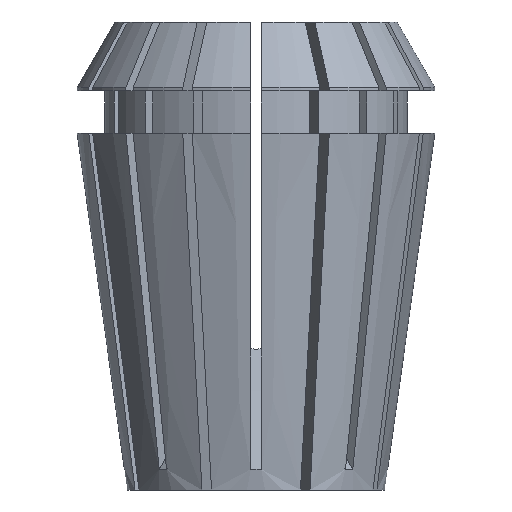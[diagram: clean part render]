
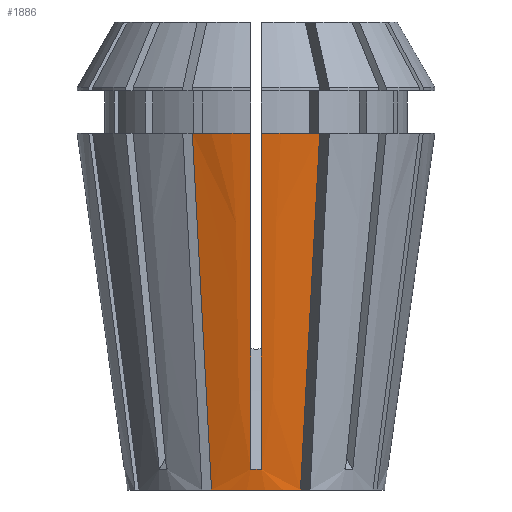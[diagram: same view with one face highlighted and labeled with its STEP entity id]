
A CAD part, left-side view. The second image highlights one B-rep face of the part: STEP entity #1886.
In plain terms, the highlighted conical face has half-angle 8 degrees and reference radius 9.36 mm.
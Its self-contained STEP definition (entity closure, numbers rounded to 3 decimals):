
#34 = EDGE_CURVE ( 'NONE', #2649, #743, #4094, .T. ) ;
#73 = CARTESIAN_POINT ( 'NONE',  ( -11.171, 4.221, 18.366 ) ) ;
#140 = CARTESIAN_POINT ( 'NONE',  ( -9.648, -0.375, 2.097 ) ) ;
#197 = CARTESIAN_POINT ( 'NONE',  ( -8.784, 3.233, 0. ) ) ;
#199 = DIRECTION ( 'NONE',  ( 0., 0., -1. ) ) ;
#337 = DIRECTION ( 'NONE',  ( -1., 0., 0. ) ) ;
#390 = EDGE_CURVE ( 'NONE', #2649, #954, #3382, .T. ) ;
#666 = CARTESIAN_POINT ( 'NONE',  ( -9.565, 0.375, 1.507 ) ) ;
#673 = CARTESIAN_POINT ( 'NONE',  ( -12.475, 0.375, 22.2 ) ) ;
#743 = VERTEX_POINT ( 'NONE', #5748 ) ;
#773 = EDGE_CURVE ( 'NONE', #743, #1034, #1844, .T. ) ;
#871 = DIRECTION ( 'NONE',  ( 0., 0., -1. ) ) ;
#891 = DIRECTION ( 'NONE',  ( 0., 0., 1. ) ) ;
#914 = ORIENTED_EDGE ( 'NONE', *, *, #390, .T. ) ;
#954 = VERTEX_POINT ( 'NONE', #3471 ) ;
#1034 = VERTEX_POINT ( 'NONE', #197 ) ;
#1117 = VERTEX_POINT ( 'NONE', #4534 ) ;
#1153 = CARTESIAN_POINT ( 'NONE',  ( -12.735, 0.375, 24.05 ) ) ;
#1182 = CONICAL_SURFACE ( 'NONE', #3330, 9.36, 0.14 ) ;
#1198 = CARTESIAN_POINT ( 'NONE',  ( -12.149, -4.626, 25.9 ) ) ;
#1263 = CARTESIAN_POINT ( 'NONE',  ( -8.784, -3.233, 0. ) ) ;
#1344 = CARTESIAN_POINT ( 'NONE',  ( -8.784, 3.233, 0. ) ) ;
#1405 = AXIS2_PLACEMENT_3D ( 'NONE', #5984, #871, #3436 ) ;
#1472 = CARTESIAN_POINT ( 'NONE',  ( -9.07, 3.351, 2.199 ) ) ;
#1535 = CARTESIAN_POINT ( 'NONE',  ( -9.565, 0.375, 1.507 ) ) ;
#1549 = CARTESIAN_POINT ( 'NONE',  ( -9.213, 3.41, 3.298 ) ) ;
#1586 = CARTESIAN_POINT ( 'NONE',  ( -11.414, -0.375, 14.659 ) ) ;
#1656 = B_SPLINE_CURVE_WITH_KNOTS ( 'NONE', 3,
 ( #666, #5117, #6107, #2134 ),
 .UNSPECIFIED., .F., .F.,
 ( 4, 4 ),
 ( 0., 0.001 ),
 .UNSPECIFIED. ) ;
#1696 = CARTESIAN_POINT ( 'NONE',  ( -11.414, 0.375, 14.659 ) ) ;
#1698 = B_SPLINE_CURVE_WITH_KNOTS ( 'NONE', 3,
 ( #4465, #73, #4481, #1549, #1472, #4914, #1344 ),
 .UNSPECIFIED., .F., .F.,
 ( 4, 3, 4 ),
 ( 0., 0.023, 0.026 ),
 .UNSPECIFIED. ) ;
#1765 = CARTESIAN_POINT ( 'NONE',  ( -8.927, -3.292, 1.099 ) ) ;
#1844 = CIRCLE ( 'NONE', #2075, 9.36 ) ;
#1886 = ADVANCED_FACE ( 'NONE', ( #3962 ), #1182, .T. ) ;
#2066 = EDGE_CURVE ( 'NONE', #2818, #4899, #2324, .T. ) ;
#2075 = AXIS2_PLACEMENT_3D ( 'NONE', #2760, #3733, #337 ) ;
#2076 = CARTESIAN_POINT ( 'NONE',  ( -9.814, -0.375, 3.277 ) ) ;
#2112 = CARTESIAN_POINT ( 'NONE',  ( 0., 0., 25.9 ) ) ;
#2134 = CARTESIAN_POINT ( 'NONE',  ( -9.565, -0.375, 1.507 ) ) ;
#2198 = CARTESIAN_POINT ( 'NONE',  ( -10.614, 0.375, 8.968 ) ) ;
#2287 = DIRECTION ( 'NONE',  ( -1., 0., 0. ) ) ;
#2324 = CIRCLE ( 'NONE', #4063, 13. ) ;
#2339 = CARTESIAN_POINT ( 'NONE',  ( -12.149, 4.626, 25.9 ) ) ;
#2387 = EDGE_CURVE ( 'NONE', #4899, #1034, #1698, .T. ) ;
#2478 = CARTESIAN_POINT ( 'NONE',  ( -12.995, -0.375, 25.9 ) ) ;
#2571 = CARTESIAN_POINT ( 'NONE',  ( -9.731, -0.375, 2.687 ) ) ;
#2598 = CARTESIAN_POINT ( 'NONE',  ( -12.475, -0.375, 22.2 ) ) ;
#2641 = CARTESIAN_POINT ( 'NONE',  ( -9.814, 0.375, 3.277 ) ) ;
#2649 = VERTEX_POINT ( 'NONE', #5951 ) ;
#2755 = VERTEX_POINT ( 'NONE', #1535 ) ;
#2760 = CARTESIAN_POINT ( 'NONE',  ( 0., 0., 0. ) ) ;
#2802 = ORIENTED_EDGE ( 'NONE', *, *, #5659, .F. ) ;
#2818 = VERTEX_POINT ( 'NONE', #3467 ) ;
#3070 = CARTESIAN_POINT ( 'NONE',  ( -12.735, -0.375, 24.05 ) ) ;
#3163 = CARTESIAN_POINT ( 'NONE',  ( -11.171, -4.221, 18.366 ) ) ;
#3330 = AXIS2_PLACEMENT_3D ( 'NONE', #6228, #891, #5298 ) ;
#3339 = EDGE_LOOP ( 'NONE', ( #3387, #4419, #4376, #5301, #914, #5325, #3960, #2802 ) ) ;
#3378 = EDGE_CURVE ( 'NONE', #2755, #1117, #1656, .T. ) ;
#3382 = CIRCLE ( 'NONE', #1405, 13. ) ;
#3387 = ORIENTED_EDGE ( 'NONE', *, *, #2066, .T. ) ;
#3436 = DIRECTION ( 'NONE',  ( -1., 0., 0. ) ) ;
#3467 = CARTESIAN_POINT ( 'NONE',  ( -12.995, 0.375, 25.9 ) ) ;
#3471 = CARTESIAN_POINT ( 'NONE',  ( -12.995, -0.375, 25.9 ) ) ;
#3733 = DIRECTION ( 'NONE',  ( 0., 0., -1. ) ) ;
#3960 = ORIENTED_EDGE ( 'NONE', *, *, #3378, .F. ) ;
#3962 = FACE_OUTER_BOUND ( 'NONE', #3339, .T. ) ;
#4063 = AXIS2_PLACEMENT_3D ( 'NONE', #2112, #199, #2287 ) ;
#4094 = B_SPLINE_CURVE_WITH_KNOTS ( 'NONE', 3,
 ( #1198, #3163, #5697, #6171, #4653, #1765, #1263 ),
 .UNSPECIFIED., .F., .F.,
 ( 4, 3, 4 ),
 ( 0., 0.023, 0.026 ),
 .UNSPECIFIED. ) ;
#4111 = CARTESIAN_POINT ( 'NONE',  ( -9.565, 0.375, 1.507 ) ) ;
#4133 = CARTESIAN_POINT ( 'NONE',  ( -9.731, 0.375, 2.687 ) ) ;
#4376 = ORIENTED_EDGE ( 'NONE', *, *, #773, .F. ) ;
#4419 = ORIENTED_EDGE ( 'NONE', *, *, #2387, .T. ) ;
#4465 = CARTESIAN_POINT ( 'NONE',  ( -12.149, 4.626, 25.9 ) ) ;
#4481 = CARTESIAN_POINT ( 'NONE',  ( -10.192, 3.816, 10.832 ) ) ;
#4534 = CARTESIAN_POINT ( 'NONE',  ( -9.565, -0.375, 1.507 ) ) ;
#4539 = CARTESIAN_POINT ( 'NONE',  ( -9.565, -0.375, 1.507 ) ) ;
#4653 = CARTESIAN_POINT ( 'NONE',  ( -9.07, -3.351, 2.199 ) ) ;
#4899 = VERTEX_POINT ( 'NONE', #2339 ) ;
#4914 = CARTESIAN_POINT ( 'NONE',  ( -8.927, 3.292, 1.099 ) ) ;
#5117 = CARTESIAN_POINT ( 'NONE',  ( -9.573, 0.125, 1.498 ) ) ;
#5147 = CARTESIAN_POINT ( 'NONE',  ( -9.648, 0.375, 2.097 ) ) ;
#5298 = DIRECTION ( 'NONE',  ( 1., 0., 0. ) ) ;
#5301 = ORIENTED_EDGE ( 'NONE', *, *, #34, .F. ) ;
#5325 = ORIENTED_EDGE ( 'NONE', *, *, #6132, .T. ) ;
#5465 = B_SPLINE_CURVE_WITH_KNOTS ( 'NONE', 3,
 ( #5615, #1153, #673, #6093, #1696, #2198, #2641, #4133, #5147, #4111 ),
 .UNSPECIFIED., .F., .F.,
 ( 4, 3, 3, 4 ),
 ( 0.051, 0.057, 0.074, 0.076 ),
 .UNSPECIFIED. ) ;
#5515 = B_SPLINE_CURVE_WITH_KNOTS ( 'NONE', 3,
 ( #2478, #3070, #2598, #5543, #1586, #5586, #2076, #2571, #140, #4539 ),
 .UNSPECIFIED., .F., .F.,
 ( 4, 3, 3, 4 ),
 ( 0.051, 0.057, 0.074, 0.076 ),
 .UNSPECIFIED. ) ;
#5543 = CARTESIAN_POINT ( 'NONE',  ( -12.215, -0.375, 20.351 ) ) ;
#5586 = CARTESIAN_POINT ( 'NONE',  ( -10.614, -0.375, 8.968 ) ) ;
#5615 = CARTESIAN_POINT ( 'NONE',  ( -12.995, 0.375, 25.9 ) ) ;
#5659 = EDGE_CURVE ( 'NONE', #2818, #2755, #5465, .T. ) ;
#5697 = CARTESIAN_POINT ( 'NONE',  ( -10.192, -3.816, 10.832 ) ) ;
#5748 = CARTESIAN_POINT ( 'NONE',  ( -8.784, -3.233, 0. ) ) ;
#5951 = CARTESIAN_POINT ( 'NONE',  ( -12.149, -4.626, 25.9 ) ) ;
#5984 = CARTESIAN_POINT ( 'NONE',  ( 0., 0., 25.9 ) ) ;
#6093 = CARTESIAN_POINT ( 'NONE',  ( -12.215, 0.375, 20.351 ) ) ;
#6107 = CARTESIAN_POINT ( 'NONE',  ( -9.573, -0.125, 1.498 ) ) ;
#6132 = EDGE_CURVE ( 'NONE', #954, #1117, #5515, .T. ) ;
#6171 = CARTESIAN_POINT ( 'NONE',  ( -9.213, -3.41, 3.298 ) ) ;
#6228 = CARTESIAN_POINT ( 'NONE',  ( 0., 0., 0. ) ) ;
